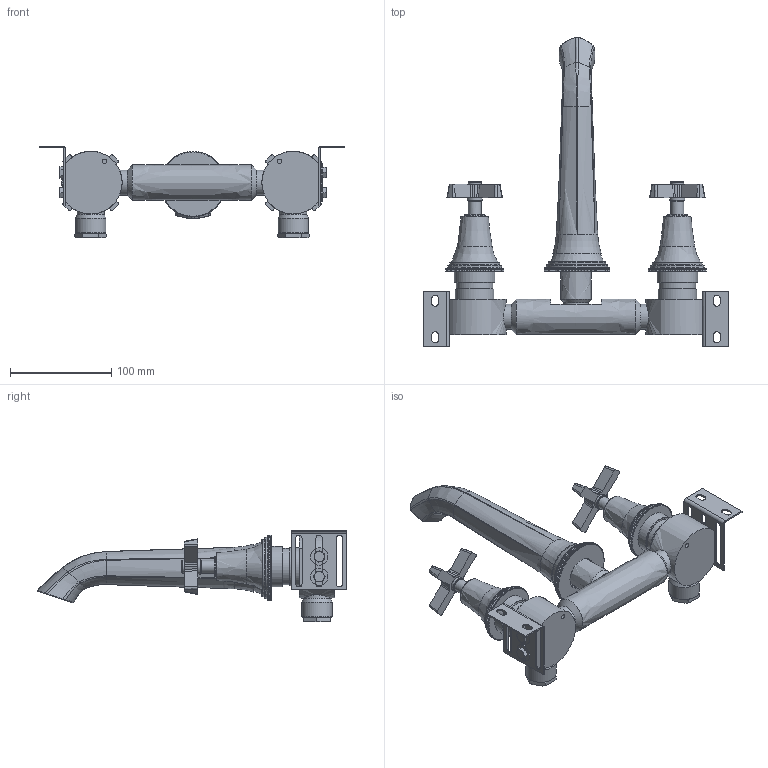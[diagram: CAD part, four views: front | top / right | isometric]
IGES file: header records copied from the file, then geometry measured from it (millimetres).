
Global section: file name: V6K47-X; native system: Autodesk Inventor 2018; preprocessor: unknown; author: mblakey; date: 20180329.085411; units: millimetre
Bounding box: 302 x 305.99 x 90.5 mm (x, y, z)
Volume: 711987.8 mm3; surface area: 292575.2 mm2
Topology: 60 solids, 63 shells, 4372 faces, 11309 edges, 7147 vertices
Faces by surface type: bspline 4372
